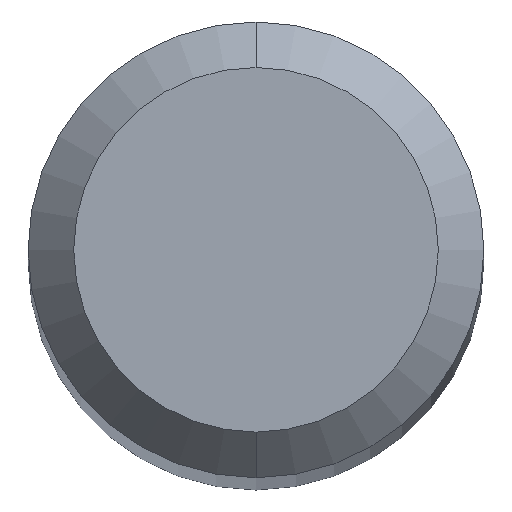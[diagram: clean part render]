
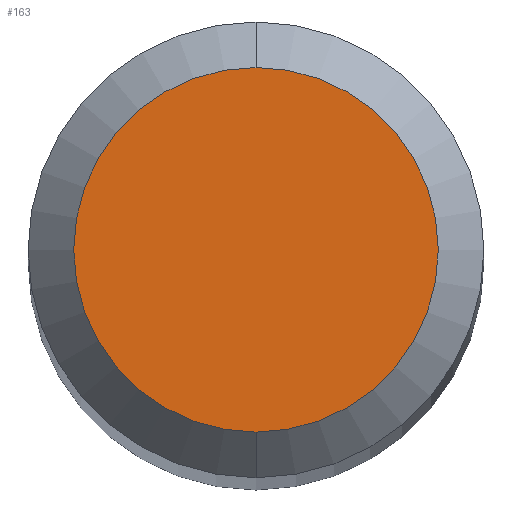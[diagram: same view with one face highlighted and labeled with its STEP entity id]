
A CAD part, top view. The second image highlights one B-rep face of the part: STEP entity #163.
In plain terms, the highlighted planar face has unit normal (0, 0, 1).
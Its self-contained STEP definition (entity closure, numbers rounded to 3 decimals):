
#3 = DIRECTION ( 'NONE',  ( 0., 0., -1. ) ) ;
#17 = CARTESIAN_POINT ( 'NONE',  ( 0., -0.8, 32. ) ) ;
#72 = FACE_OUTER_BOUND ( 'NONE', #271, .T. ) ;
#84 = EDGE_CURVE ( 'NONE', #173, #175, #232, .T. ) ;
#91 = CIRCLE ( 'NONE', #222, 0.8 ) ;
#102 = CARTESIAN_POINT ( 'NONE',  ( 0., 0., 32. ) ) ;
#103 = ORIENTED_EDGE ( 'NONE', *, *, #263, .F. ) ;
#120 = AXIS2_PLACEMENT_3D ( 'NONE', #161, #279, #226 ) ;
#137 = DIRECTION ( 'NONE',  ( 0., 1., 0. ) ) ;
#149 = DIRECTION ( 'NONE',  ( 0., 1., 0. ) ) ;
#161 = CARTESIAN_POINT ( 'NONE',  ( 0., 0., 32. ) ) ;
#163 = ADVANCED_FACE ( 'NONE', ( #72 ), #206, .F. ) ;
#165 = CARTESIAN_POINT ( 'NONE',  ( 0., 0.8, 32. ) ) ;
#173 = VERTEX_POINT ( 'NONE', #165 ) ;
#175 = VERTEX_POINT ( 'NONE', #17 ) ;
#199 = ORIENTED_EDGE ( 'NONE', *, *, #84, .F. ) ;
#201 = DIRECTION ( 'NONE',  ( 0., 0., -1. ) ) ;
#206 = PLANE ( 'NONE',  #210 ) ;
#210 = AXIS2_PLACEMENT_3D ( 'NONE', #281, #201, #137 ) ;
#222 = AXIS2_PLACEMENT_3D ( 'NONE', #102, #3, #149 ) ;
#226 = DIRECTION ( 'NONE',  ( 0., 1., 0. ) ) ;
#232 = CIRCLE ( 'NONE', #120, 0.8 ) ;
#263 = EDGE_CURVE ( 'NONE', #175, #173, #91, .T. ) ;
#271 = EDGE_LOOP ( 'NONE', ( #199, #103 ) ) ;
#279 = DIRECTION ( 'NONE',  ( 0., 0., -1. ) ) ;
#281 = CARTESIAN_POINT ( 'NONE',  ( 0., 0., 32. ) ) ;
